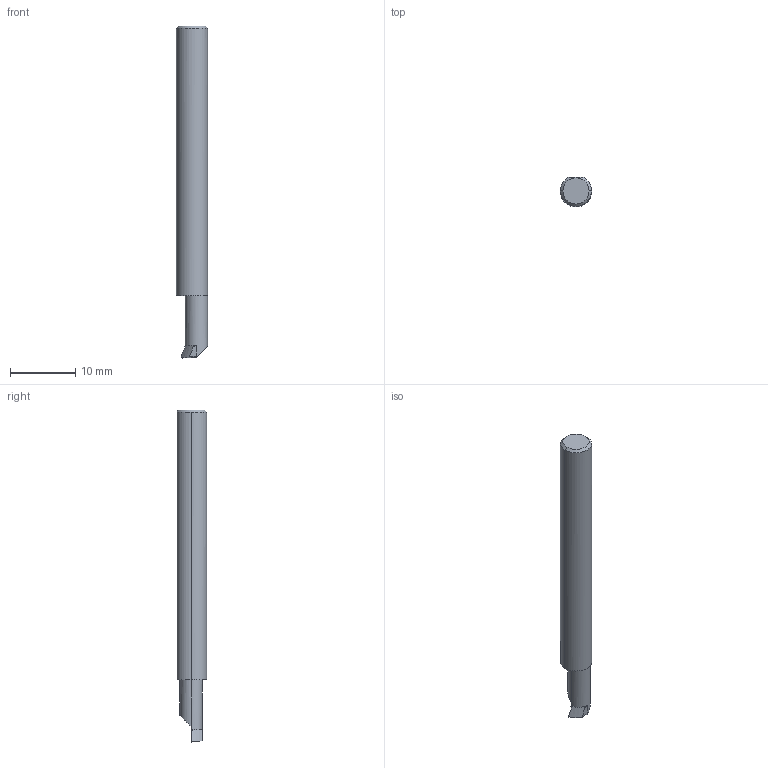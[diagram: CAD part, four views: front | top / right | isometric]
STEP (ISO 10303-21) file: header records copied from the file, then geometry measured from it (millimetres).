
FILE_DESCRIPTION (( 'STEP AP214' ), '1' );
FILE_NAME ('Micro_PBT6-160375X.STEP', '2022-03-29T18:42:30', ( '' ), ( '' ), 'SwSTEP 2.0', 'SolidWorks 2022', '' );
FILE_SCHEMA (( 'AUTOMOTIVE_DESIGN' ));
Length unit declared in the file: inch
Products named in the file (1): Micro_PBT6-160375X
Bounding box: 4.76 x 4.51 x 50.79 mm (x, y, z)
Volume: 790.6 mm3; surface area: 737.4 mm2
Topology: 1 solids, 1 shells, 21 faces, 48 edges, 29 vertices
Faces by surface type: plane 11, cylinder 7, cone 3
Entity records: 642 total; most frequent: CARTESIAN_POINT 151, ORIENTED_EDGE 96, DIRECTION 92, EDGE_CURVE 48, AXIS2_PLACEMENT_3D 34, VERTEX_POINT 29, VECTOR 24, LINE 24
